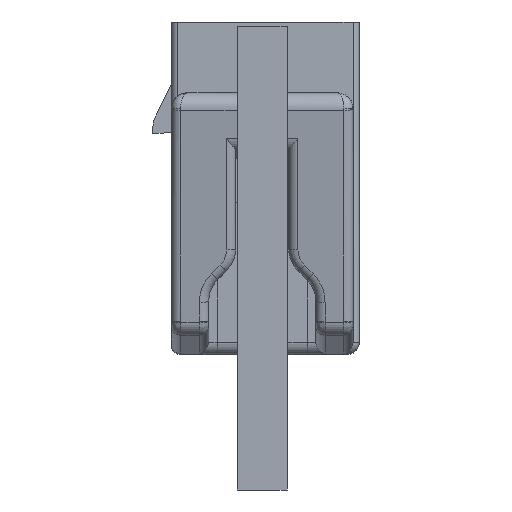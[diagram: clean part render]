
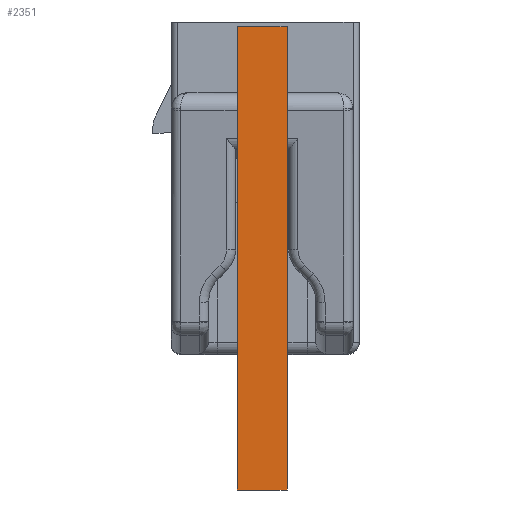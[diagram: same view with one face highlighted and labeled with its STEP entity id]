
A CAD part, left-side view. The second image highlights one B-rep face of the part: STEP entity #2351.
In plain terms, the highlighted planar face has unit normal (-1, 0, 0).
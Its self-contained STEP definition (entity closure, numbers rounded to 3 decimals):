
#263=DIRECTION('',(0.,0.,1.));
#264=VECTOR('',#263,14.9);
#265=CARTESIAN_POINT('',(-18.17,-0.8,0.));
#266=LINE('',#265,#264);
#481=DIRECTION('',(0.,-1.,0.));
#482=VECTOR('',#481,1.6);
#483=CARTESIAN_POINT('',(-18.17,0.8,0.));
#484=LINE('',#483,#482);
#485=DIRECTION('',(0.,0.,1.));
#486=VECTOR('',#485,14.9);
#487=CARTESIAN_POINT('',(-18.17,0.8,0.));
#488=LINE('',#487,#486);
#489=DIRECTION('',(0.,-1.,0.));
#490=VECTOR('',#489,1.6);
#491=CARTESIAN_POINT('',(-18.17,0.8,14.9));
#492=LINE('',#491,#490);
#1359=CARTESIAN_POINT('',(-18.17,0.8,14.9));
#1360=VERTEX_POINT('',#1359);
#1361=CARTESIAN_POINT('',(-18.17,0.8,0.));
#1362=VERTEX_POINT('',#1361);
#1495=CARTESIAN_POINT('',(-18.17,-0.8,0.));
#1496=VERTEX_POINT('',#1495);
#1497=CARTESIAN_POINT('',(-18.17,-0.8,14.9));
#1498=VERTEX_POINT('',#1497);
#2339=CARTESIAN_POINT('',(-18.17,0.8,0.));
#2340=DIRECTION('',(1.,0.,0.));
#2341=DIRECTION('',(0.,0.,-1.));
#2342=AXIS2_PLACEMENT_3D('',#2339,#2340,#2341);
#2343=PLANE('',#2342);
#2344=ORIENTED_EDGE('',*,*,#2035,.F.);
#2345=ORIENTED_EDGE('',*,*,#2334,.F.);
#2346=ORIENTED_EDGE('',*,*,#1856,.T.);
#2348=ORIENTED_EDGE('',*,*,#2347,.T.);
#2349=EDGE_LOOP('',(#2344,#2345,#2346,#2348));
#2350=FACE_OUTER_BOUND('',#2349,.F.);
#2351=ADVANCED_FACE('',(#2350),#2343,.F.);
#1856=EDGE_CURVE('',#1362,#1360,#488,.T.);
#2035=EDGE_CURVE('',#1496,#1498,#266,.T.);
#2334=EDGE_CURVE('',#1362,#1496,#484,.T.);
#2347=EDGE_CURVE('',#1360,#1498,#492,.T.);
